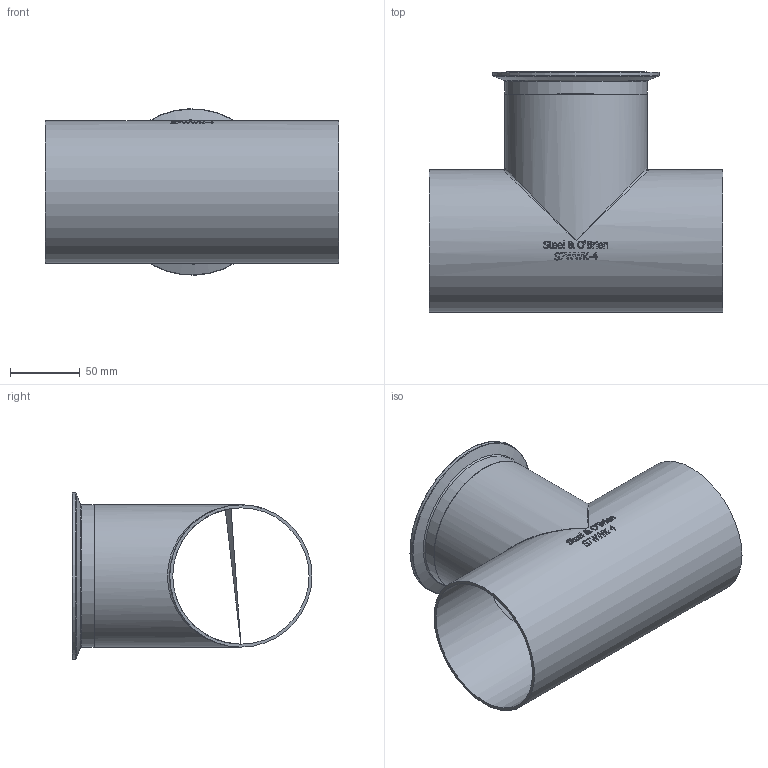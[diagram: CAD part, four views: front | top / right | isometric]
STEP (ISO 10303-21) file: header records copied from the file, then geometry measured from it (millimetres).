
FILE_DESCRIPTION(/* description */ (''),/* implementation_level */ '2;1');
FILE_NAME(/* name */ 'S7WWK-4.stp',/* time_stamp */ '2018-11-28T10:53:56-05:00',/* author */ ('ken'),/* organization */ (''),/* preprocessor_version */ 'ST-DEVELOPER v15.2',/* originating_system */ 'Autodesk Inventor 2014',/* authorisation */ '');
FILE_SCHEMA (('AUTOMOTIVE_DESIGN { 1 0 10303 214 3 1 1 }'));
Length unit declared in the file: inch
Products named in the file (1): S7WWK-4
Bounding box: 209.55 x 171.45 x 118.84 mm (x, y, z)
Volume: 187843.7 mm3; surface area: 174567.2 mm2
Topology: 1 solids, 1 shells, 339 faces, 905 edges, 596 vertices
Faces by surface type: plane 153, bspline 137, cylinder 37, torus 9, cone 3
Full cylindrical faces by diameter (mm): 97.384 x3, 101.6 x3, 118.923 x1
Entity records: 13017 total; most frequent: CARTESIAN_POINT 5344, ORIENTED_EDGE 1752, DIRECTION 1204, EDGE_CURVE 876, VERTEX_POINT 592, LINE 414, VECTOR 414, EDGE_LOOP 396
